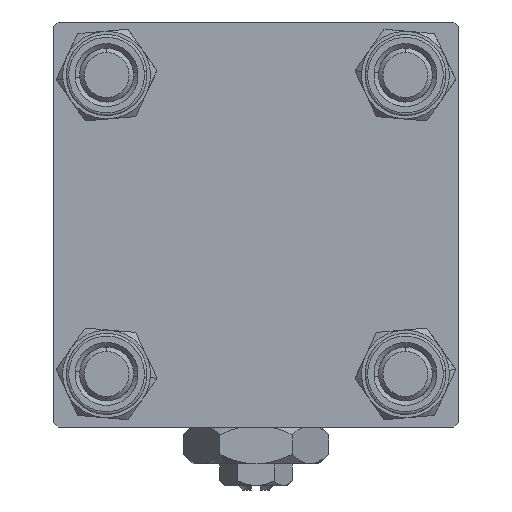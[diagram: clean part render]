
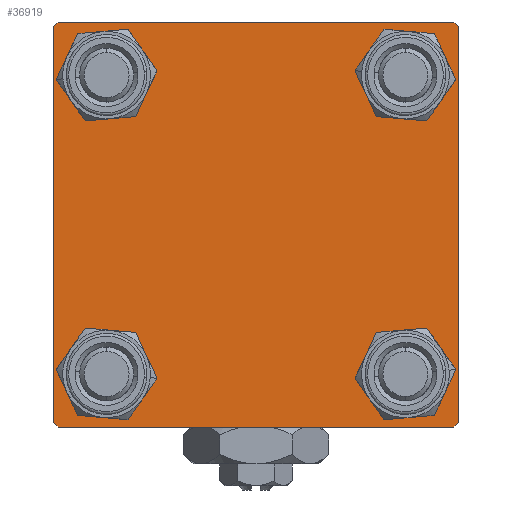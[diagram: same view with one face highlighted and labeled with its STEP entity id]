
A CAD part, left-side view. The second image highlights one B-rep face of the part: STEP entity #36919.
In plain terms, the highlighted planar face has unit normal (-1, 0, 0).
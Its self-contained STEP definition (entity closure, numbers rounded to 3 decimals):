
#384 = CARTESIAN_POINT ( 'NONE',  ( 0., -22.5, 22.5 ) ) ;
#750 = DIRECTION ( 'NONE',  ( 0., 0., 1. ) ) ;
#869 = EDGE_CURVE ( 'NONE', #21930, #43458, #19718, .T. ) ;
#2504 = CARTESIAN_POINT ( 'NONE',  ( 0., 22.5, 22. ) ) ;
#2668 = VERTEX_POINT ( 'NONE', #18636 ) ;
#3062 = ORIENTED_EDGE ( 'NONE', *, *, #43849, .T. ) ;
#3873 = DIRECTION ( 'NONE',  ( 1., 0., 0. ) ) ;
#3916 = CARTESIAN_POINT ( 'NONE',  ( 0., -16.6, -16.6 ) ) ;
#4046 = DIRECTION ( 'NONE',  ( 1., 0., 0. ) ) ;
#4635 = FACE_BOUND ( 'NONE', #14142, .T. ) ;
#4808 = ORIENTED_EDGE ( 'NONE', *, *, #42871, .T. ) ;
#4926 = EDGE_CURVE ( 'NONE', #55460, #27348, #8046, .T. ) ;
#5312 = VECTOR ( 'NONE', #50608, 1000. ) ;
#6265 = CARTESIAN_POINT ( 'NONE',  ( 0., 16.6, 16.6 ) ) ;
#6902 = DIRECTION ( 'NONE',  ( 0., -1., 0. ) ) ;
#7081 = EDGE_CURVE ( 'NONE', #43458, #21930, #35197, .T. ) ;
#7459 = ORIENTED_EDGE ( 'NONE', *, *, #47349, .F. ) ;
#7562 = VERTEX_POINT ( 'NONE', #24681 ) ;
#7601 = CARTESIAN_POINT ( 'NONE',  ( 0., 22.5, -22.5 ) ) ;
#8046 = LINE ( 'NONE', #29044, #31318 ) ;
#8393 = CARTESIAN_POINT ( 'NONE',  ( 0., 22.25, 22.25 ) ) ;
#8985 = ORIENTED_EDGE ( 'NONE', *, *, #55152, .T. ) ;
#9214 = EDGE_LOOP ( 'NONE', ( #31691, #22050 ) ) ;
#9899 = DIRECTION ( 'NONE',  ( 0., -0.707, -0.707 ) ) ;
#9959 = LINE ( 'NONE', #384, #5312 ) ;
#10030 = PLANE ( 'NONE',  #43973 ) ;
#10285 = CARTESIAN_POINT ( 'NONE',  ( 0., 22., -22.5 ) ) ;
#11013 = CARTESIAN_POINT ( 'NONE',  ( 0., 16.6, -13.1 ) ) ;
#11535 = VERTEX_POINT ( 'NONE', #15169 ) ;
#12885 = CARTESIAN_POINT ( 'NONE',  ( 0., -16.6, 16.6 ) ) ;
#12901 = DIRECTION ( 'NONE',  ( 0., 0., 1. ) ) ;
#13052 = ORIENTED_EDGE ( 'NONE', *, *, #56500, .F. ) ;
#13535 = CARTESIAN_POINT ( 'NONE',  ( 0., -16.6, 13.1 ) ) ;
#14142 = EDGE_LOOP ( 'NONE', ( #8985, #3062 ) ) ;
#14198 = CARTESIAN_POINT ( 'NONE',  ( 0., 0., 0. ) ) ;
#14236 = EDGE_LOOP ( 'NONE', ( #27461, #56613 ) ) ;
#14333 = CIRCLE ( 'NONE', #48705, 3.5 ) ;
#14576 = AXIS2_PLACEMENT_3D ( 'NONE', #31092, #3873, #40355 ) ;
#14897 = ORIENTED_EDGE ( 'NONE', *, *, #4926, .T. ) ;
#15169 = CARTESIAN_POINT ( 'NONE',  ( 0., -22., -22.5 ) ) ;
#15557 = VECTOR ( 'NONE', #53342, 1000. ) ;
#15593 = DIRECTION ( 'NONE',  ( 0., 0., -1. ) ) ;
#15851 = CARTESIAN_POINT ( 'NONE',  ( 0., 22.5, -22. ) ) ;
#16186 = EDGE_CURVE ( 'NONE', #2668, #55460, #49347, .T. ) ;
#16200 = VERTEX_POINT ( 'NONE', #44841 ) ;
#17681 = AXIS2_PLACEMENT_3D ( 'NONE', #48910, #4046, #58498 ) ;
#17798 = CARTESIAN_POINT ( 'NONE',  ( 0., 16.6, 13.1 ) ) ;
#18636 = CARTESIAN_POINT ( 'NONE',  ( 0., 22., 22.5 ) ) ;
#19702 = DIRECTION ( 'NONE',  ( 0., 0., 1. ) ) ;
#19718 = CIRCLE ( 'NONE', #53171, 3.5 ) ;
#19948 = AXIS2_PLACEMENT_3D ( 'NONE', #6265, #34061, #19702 ) ;
#20170 = CARTESIAN_POINT ( 'NONE',  ( 0., 16.6, 20.1 ) ) ;
#20294 = CIRCLE ( 'NONE', #34668, 3.5 ) ;
#21480 = VERTEX_POINT ( 'NONE', #35727 ) ;
#21624 = VERTEX_POINT ( 'NONE', #10285 ) ;
#21737 = CARTESIAN_POINT ( 'NONE',  ( 0., 16.6, 16.6 ) ) ;
#21930 = VERTEX_POINT ( 'NONE', #11013 ) ;
#22042 = DIRECTION ( 'NONE',  ( 1., 0., 0. ) ) ;
#22050 = ORIENTED_EDGE ( 'NONE', *, *, #36046, .T. ) ;
#22455 = VECTOR ( 'NONE', #32811, 1000. ) ;
#22745 = AXIS2_PLACEMENT_3D ( 'NONE', #28366, #27185, #46609 ) ;
#24373 = CIRCLE ( 'NONE', #56852, 3.5 ) ;
#24681 = CARTESIAN_POINT ( 'NONE',  ( 0., -16.6, -20.1 ) ) ;
#25073 = CIRCLE ( 'NONE', #14576, 3.5 ) ;
#26395 = LINE ( 'NONE', #7601, #15557 ) ;
#26526 = DIRECTION ( 'NONE',  ( 0., 0., 1. ) ) ;
#26794 = ORIENTED_EDGE ( 'NONE', *, *, #54816, .T. ) ;
#27185 = DIRECTION ( 'NONE',  ( 1., 0., 0. ) ) ;
#27348 = VERTEX_POINT ( 'NONE', #15851 ) ;
#27461 = ORIENTED_EDGE ( 'NONE', *, *, #869, .T. ) ;
#27951 = FACE_BOUND ( 'NONE', #9214, .T. ) ;
#28244 = DIRECTION ( 'NONE',  ( -1., 0., 0. ) ) ;
#28366 = CARTESIAN_POINT ( 'NONE',  ( 0., 16.6, -16.6 ) ) ;
#28585 = CIRCLE ( 'NONE', #19948, 3.5 ) ;
#29044 = CARTESIAN_POINT ( 'NONE',  ( 0., 22.5, 22.5 ) ) ;
#29126 = CARTESIAN_POINT ( 'NONE',  ( 0., 16.6, -20.1 ) ) ;
#31092 = CARTESIAN_POINT ( 'NONE',  ( 0., -16.6, 16.6 ) ) ;
#31318 = VECTOR ( 'NONE', #15593, 1000. ) ;
#31691 = ORIENTED_EDGE ( 'NONE', *, *, #47473, .T. ) ;
#32093 = CARTESIAN_POINT ( 'NONE',  ( 0., -22.5, 22. ) ) ;
#32507 = LINE ( 'NONE', #36991, #22455 ) ;
#32811 = DIRECTION ( 'NONE',  ( 0., 0.707, 0.707 ) ) ;
#33083 = EDGE_CURVE ( 'NONE', #45512, #36949, #28585, .T. ) ;
#33578 = VECTOR ( 'NONE', #9899, 1000. ) ;
#34061 = DIRECTION ( 'NONE',  ( 1., 0., 0. ) ) ;
#34300 = LINE ( 'NONE', #48351, #33578 ) ;
#34668 = AXIS2_PLACEMENT_3D ( 'NONE', #3916, #54159, #12901 ) ;
#35197 = CIRCLE ( 'NONE', #22745, 3.5 ) ;
#35605 = DIRECTION ( 'NONE',  ( 0., 0., 1. ) ) ;
#35727 = CARTESIAN_POINT ( 'NONE',  ( 0., -16.6, -13.1 ) ) ;
#35851 = VERTEX_POINT ( 'NONE', #13535 ) ;
#36046 = EDGE_CURVE ( 'NONE', #35851, #16200, #14333, .T. ) ;
#36640 = FACE_BOUND ( 'NONE', #14236, .T. ) ;
#36714 = LINE ( 'NONE', #40883, #42123 ) ;
#36919 = ADVANCED_FACE ( 'NONE', ( #27951, #4635, #36640, #50982, #46189 ), #10030, .T. ) ;
#36949 = VERTEX_POINT ( 'NONE', #17798 ) ;
#36991 = CARTESIAN_POINT ( 'NONE',  ( 0., -22.25, 22.25 ) ) ;
#37242 = DIRECTION ( 'NONE',  ( 0., 0., 1. ) ) ;
#37243 = VERTEX_POINT ( 'NONE', #41702 ) ;
#37365 = ORIENTED_EDGE ( 'NONE', *, *, #54813, .T. ) ;
#38875 = CARTESIAN_POINT ( 'NONE',  ( 0., 22.5, 22.5 ) ) ;
#39411 = EDGE_LOOP ( 'NONE', ( #50779, #37365 ) ) ;
#39428 = VECTOR ( 'NONE', #6902, 1000. ) ;
#39786 = EDGE_CURVE ( 'NONE', #11535, #37243, #36714, .T. ) ;
#40081 = DIRECTION ( 'NONE',  ( 1., 0., 0. ) ) ;
#40355 = DIRECTION ( 'NONE',  ( 0., 0., 1. ) ) ;
#40372 = DIRECTION ( 'NONE',  ( 0., 0.707, -0.707 ) ) ;
#40831 = CARTESIAN_POINT ( 'NONE',  ( 0., -22., 22.5 ) ) ;
#40883 = CARTESIAN_POINT ( 'NONE',  ( 0., -22.25, -22.25 ) ) ;
#41654 = VERTEX_POINT ( 'NONE', #40831 ) ;
#41702 = CARTESIAN_POINT ( 'NONE',  ( 0., -22.5, -22. ) ) ;
#42123 = VECTOR ( 'NONE', #58875, 1000. ) ;
#42741 = LINE ( 'NONE', #38875, #39428 ) ;
#42871 = EDGE_CURVE ( 'NONE', #21624, #11535, #26395, .T. ) ;
#43447 = CIRCLE ( 'NONE', #17681, 3.5 ) ;
#43458 = VERTEX_POINT ( 'NONE', #29126 ) ;
#43588 = ORIENTED_EDGE ( 'NONE', *, *, #45238, .T. ) ;
#43849 = EDGE_CURVE ( 'NONE', #7562, #21480, #20294, .T. ) ;
#43973 = AXIS2_PLACEMENT_3D ( 'NONE', #14198, #28244, #750 ) ;
#43987 = EDGE_LOOP ( 'NONE', ( #14897, #43588, #4808, #49239, #13052, #26794, #7459, #51067 ) ) ;
#44841 = CARTESIAN_POINT ( 'NONE',  ( 0., -16.6, 20.1 ) ) ;
#45238 = EDGE_CURVE ( 'NONE', #27348, #21624, #34300, .T. ) ;
#45512 = VERTEX_POINT ( 'NONE', #20170 ) ;
#46189 = FACE_OUTER_BOUND ( 'NONE', #43987, .T. ) ;
#46609 = DIRECTION ( 'NONE',  ( 0., 0., 1. ) ) ;
#47349 = EDGE_CURVE ( 'NONE', #2668, #41654, #42741, .T. ) ;
#47473 = EDGE_CURVE ( 'NONE', #16200, #35851, #25073, .T. ) ;
#48351 = CARTESIAN_POINT ( 'NONE',  ( 0., 22.25, -22.25 ) ) ;
#48705 = AXIS2_PLACEMENT_3D ( 'NONE', #12885, #40081, #35605 ) ;
#48910 = CARTESIAN_POINT ( 'NONE',  ( 0., -16.6, -16.6 ) ) ;
#49239 = ORIENTED_EDGE ( 'NONE', *, *, #39786, .T. ) ;
#49347 = LINE ( 'NONE', #8393, #51703 ) ;
#50608 = DIRECTION ( 'NONE',  ( 0., 0., -1. ) ) ;
#50779 = ORIENTED_EDGE ( 'NONE', *, *, #33083, .T. ) ;
#50982 = FACE_BOUND ( 'NONE', #39411, .T. ) ;
#51067 = ORIENTED_EDGE ( 'NONE', *, *, #16186, .T. ) ;
#51703 = VECTOR ( 'NONE', #40372, 1000. ) ;
#53171 = AXIS2_PLACEMENT_3D ( 'NONE', #56369, #56073, #37242 ) ;
#53342 = DIRECTION ( 'NONE',  ( 0., -1., 0. ) ) ;
#54159 = DIRECTION ( 'NONE',  ( 1., 0., 0. ) ) ;
#54813 = EDGE_CURVE ( 'NONE', #36949, #45512, #24373, .T. ) ;
#54816 = EDGE_CURVE ( 'NONE', #57364, #41654, #32507, .T. ) ;
#55152 = EDGE_CURVE ( 'NONE', #21480, #7562, #43447, .T. ) ;
#55460 = VERTEX_POINT ( 'NONE', #2504 ) ;
#56073 = DIRECTION ( 'NONE',  ( 1., 0., 0. ) ) ;
#56369 = CARTESIAN_POINT ( 'NONE',  ( 0., 16.6, -16.6 ) ) ;
#56500 = EDGE_CURVE ( 'NONE', #57364, #37243, #9959, .T. ) ;
#56613 = ORIENTED_EDGE ( 'NONE', *, *, #7081, .T. ) ;
#56852 = AXIS2_PLACEMENT_3D ( 'NONE', #21737, #22042, #26526 ) ;
#57364 = VERTEX_POINT ( 'NONE', #32093 ) ;
#58498 = DIRECTION ( 'NONE',  ( 0., 0., 1. ) ) ;
#58875 = DIRECTION ( 'NONE',  ( 0., -0.707, 0.707 ) ) ;
